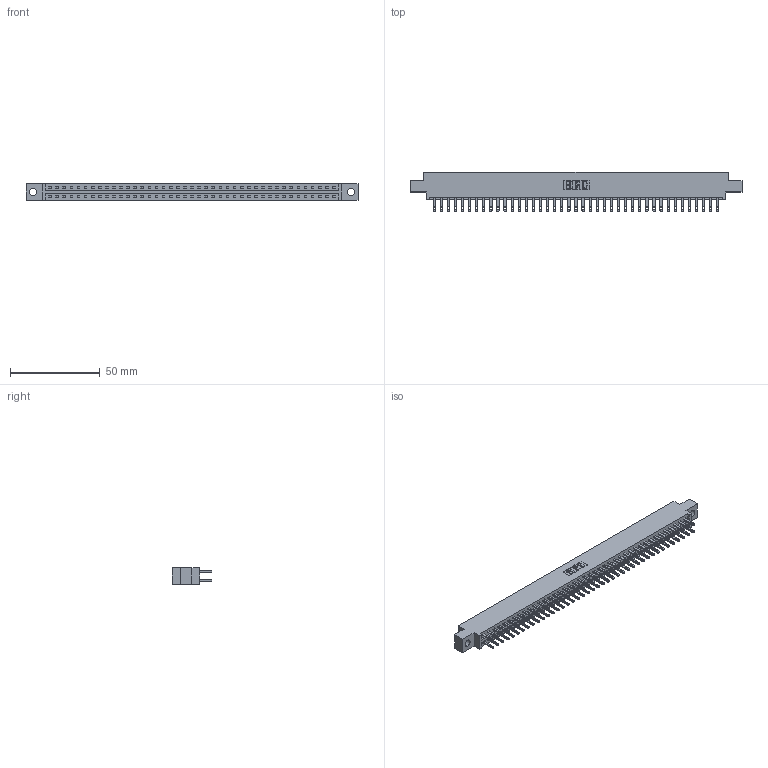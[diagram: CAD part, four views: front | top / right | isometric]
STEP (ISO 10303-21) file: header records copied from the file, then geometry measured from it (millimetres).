
FILE_DESCRIPTION (( 'STEP AP203' ), '1' );
FILE_NAME ('337-082-500-804.STEP', '2018-08-12T19:24:40', ( '' ), ( '' ), 'SwSTEP 2.0', 'SolidWorks 2016', '' );
FILE_SCHEMA (( 'CONFIG_CONTROL_DESIGN' ));
Length unit declared in the file: inch
Products named in the file (3): 337 Part_0.170 Offset - 0.156 Dia-TH; 345-292-001_345-293-100; 337-082-500-804
Assembly tree (83 placements, depth 2):
  337-082-500-804
    337 Part_0.170 Offset - 0.156 Dia-TH
    345-292-001_345-293-100  x82
Bounding box: 185.47 x 21.85 x 9.4 mm (x, y, z)
Volume: 19578.3 mm3; surface area: 22938.7 mm2
Topology: 83 solids, 83 shells, 4218 faces, 12869 edges, 8578 vertices
Faces by surface type: plane 2698, cylinder 1520
Entity records: 31983 total; most frequent: CARTESIAN_POINT 5390, ORIENTED_EDGE 5326, DIRECTION 4587, EDGE_CURVE 2663, LINE 2531, VECTOR 2531, VERTEX_POINT 1774, AXIS2_PLACEMENT_3D 1028
